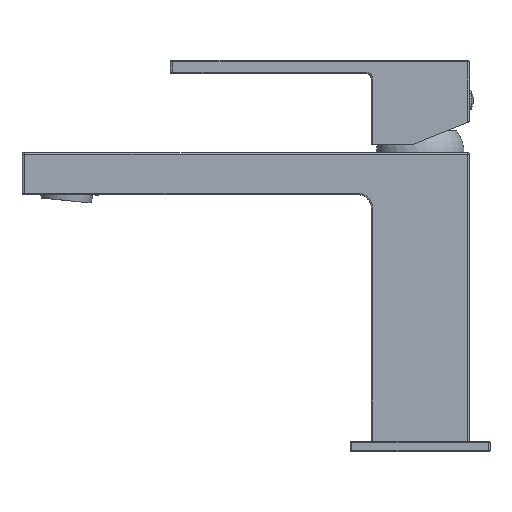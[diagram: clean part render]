
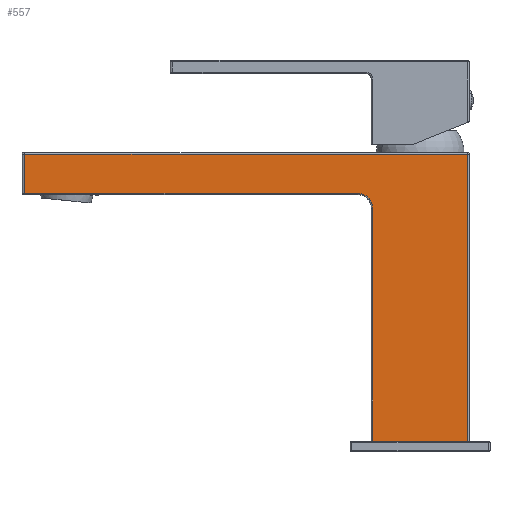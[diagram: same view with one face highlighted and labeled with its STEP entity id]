
A CAD part, left-side view. The second image highlights one B-rep face of the part: STEP entity #557.
In plain terms, the highlighted planar face has unit normal (-1, 0, 0).
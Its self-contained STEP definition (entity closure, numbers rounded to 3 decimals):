
#262=CARTESIAN_POINT('Vertex',(-17.5,22.5,89.)) ;
#269=CARTESIAN_POINT('Vertex',(-17.5,17.,83.5)) ;
#272=CARTESIAN_POINT('Axis2P3D Location',(-17.5,22.5,83.5)) ;
#461=CARTESIAN_POINT('Vertex',(-17.5,141.5,89.)) ;
#481=CARTESIAN_POINT('Line Origine',(-17.5,62.,89.)) ;
#498=CARTESIAN_POINT('Line Origine',(-17.5,17.,51.75)) ;
#502=CARTESIAN_POINT('Vertex',(-17.5,17.,0.25)) ;
#517=CARTESIAN_POINT('Axis2P3D Location',(-17.5,0.,0.)) ;
#522=CARTESIAN_POINT('Line Origine',(-17.5,0.,0.25)) ;
#526=CARTESIAN_POINT('Vertex',(-17.5,-17.,0.25)) ;
#529=CARTESIAN_POINT('Line Origine',(-17.5,-17.,51.625)) ;
#533=CARTESIAN_POINT('Vertex',(-17.5,-17.,103.)) ;
#536=CARTESIAN_POINT('Line Origine',(-17.5,62.25,103.)) ;
#540=CARTESIAN_POINT('Vertex',(-17.5,141.5,103.)) ;
#543=CARTESIAN_POINT('Line Origine',(-17.5,141.5,96.)) ;
#483=VECTOR('Line Direction',#482,1.) ;
#500=VECTOR('Line Direction',#499,1.) ;
#524=VECTOR('Line Direction',#523,1.) ;
#531=VECTOR('Line Direction',#530,1.) ;
#538=VECTOR('Line Direction',#537,1.) ;
#545=VECTOR('Line Direction',#544,1.) ;
#273=DIRECTION('Axis2P3D Direction',(1.,0.,0.)) ;
#482=DIRECTION('Vector Direction',(0.,-1.,0.)) ;
#499=DIRECTION('Vector Direction',(0.,0.,1.)) ;
#518=DIRECTION('Axis2P3D Direction',(1.,0.,0.)) ;
#519=DIRECTION('Axis2P3D XDirection',(0.,1.,0.)) ;
#523=DIRECTION('Vector Direction',(0.,1.,0.)) ;
#530=DIRECTION('Vector Direction',(0.,0.,-1.)) ;
#537=DIRECTION('Vector Direction',(0.,1.,0.)) ;
#544=DIRECTION('Vector Direction',(0.,0.,1.)) ;
#274=AXIS2_PLACEMENT_3D('Circle Axis2P3D',#272,#273,$) ;
#520=AXIS2_PLACEMENT_3D('Plane Axis2P3D',#517,#518,#519) ;
#484=LINE('Line',#481,#483) ;
#501=LINE('Line',#498,#500) ;
#525=LINE('Line',#522,#524) ;
#532=LINE('Line',#529,#531) ;
#539=LINE('Line',#536,#538) ;
#546=LINE('Line',#543,#545) ;
#275=CIRCLE('generated circle',#274,5.5) ;
#521=PLANE('',#520) ;
#276=EDGE_CURVE('',#263,#270,#275,.T.) ;
#485=EDGE_CURVE('',#462,#263,#484,.T.) ;
#504=EDGE_CURVE('',#270,#503,#501,.F.) ;
#528=EDGE_CURVE('',#527,#503,#525,.T.) ;
#535=EDGE_CURVE('',#534,#527,#532,.T.) ;
#542=EDGE_CURVE('',#541,#534,#539,.F.) ;
#547=EDGE_CURVE('',#462,#541,#546,.T.) ;
#549=ORIENTED_EDGE('',*,*,#528,.F.) ;
#550=ORIENTED_EDGE('',*,*,#535,.F.) ;
#551=ORIENTED_EDGE('',*,*,#542,.F.) ;
#552=ORIENTED_EDGE('',*,*,#547,.F.) ;
#553=ORIENTED_EDGE('',*,*,#485,.T.) ;
#554=ORIENTED_EDGE('',*,*,#276,.T.) ;
#555=ORIENTED_EDGE('',*,*,#504,.T.) ;
#548=EDGE_LOOP('',(#549,#550,#551,#552,#553,#554,#555)) ;
#263=VERTEX_POINT('',#262) ;
#270=VERTEX_POINT('',#269) ;
#462=VERTEX_POINT('',#461) ;
#503=VERTEX_POINT('',#502) ;
#527=VERTEX_POINT('',#526) ;
#534=VERTEX_POINT('',#533) ;
#541=VERTEX_POINT('',#540) ;
#557=ADVANCED_FACE('PartBody',(#556),#521,.F.) ;
#556=FACE_OUTER_BOUND('',#548,.T.) ;
